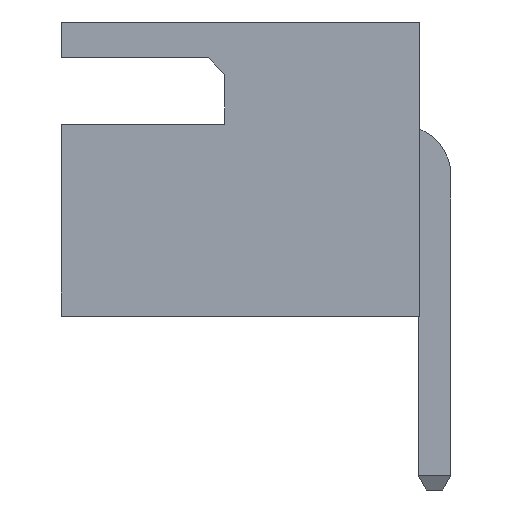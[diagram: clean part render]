
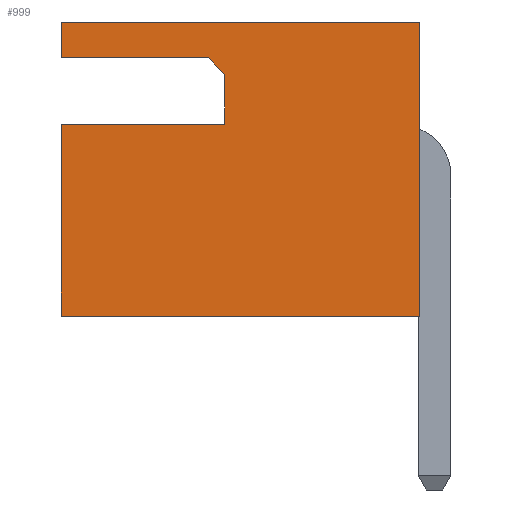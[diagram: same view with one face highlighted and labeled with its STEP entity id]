
A CAD part, left-side view. The second image highlights one B-rep face of the part: STEP entity #999.
In plain terms, the highlighted planar face has unit normal (-1, 0, 0).
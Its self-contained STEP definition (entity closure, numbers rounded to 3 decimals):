
#999=ADVANCED_FACE('',(#1962),#1964,.T.);
#1962=FACE_BOUND('',#1963,.T.);
#1963=EDGE_LOOP('',(#2762,#2763,#2764,#2765,#2766,#2767,#2768,#2769,#2770));
#1964=PLANE('',#1965);
#1965=AXIS2_PLACEMENT_3D('',#1966,#1967,#1968);
#1966=CARTESIAN_POINT('',(-27.55,0.3,0.));
#1967=DIRECTION('',(-1.,0.,0.));
#1968=DIRECTION('',(0.,0.,1.));
#2762=ORIENTED_EDGE('',*,*,#3262,.T.);
#2763=ORIENTED_EDGE('',*,*,#3263,.T.);
#2764=ORIENTED_EDGE('',*,*,#3264,.F.);
#2765=ORIENTED_EDGE('',*,*,#3190,.F.);
#2766=ORIENTED_EDGE('',*,*,#3210,.T.);
#2767=ORIENTED_EDGE('',*,*,#3252,.T.);
#2768=ORIENTED_EDGE('',*,*,#3265,.F.);
#2769=ORIENTED_EDGE('',*,*,#3266,.T.);
#2770=ORIENTED_EDGE('',*,*,#3267,.T.);
#3190=EDGE_CURVE('',#3650,#3652,#3653,.T.);
#3210=EDGE_CURVE('',#3650,#3679,#3681,.T.);
#3252=EDGE_CURVE('',#3679,#3741,#3743,.T.);
#3262=EDGE_CURVE('',#3753,#3754,#3755,.F.);
#3263=EDGE_CURVE('',#3754,#3756,#3757,.F.);
#3264=EDGE_CURVE('',#3652,#3756,#3758,.T.);
#3265=EDGE_CURVE('',#3759,#3741,#3760,.T.);
#3266=EDGE_CURVE('',#3759,#3761,#3762,.F.);
#3267=EDGE_CURVE('',#3761,#3753,#3763,.F.);
#3650=VERTEX_POINT('',#4493);
#3652=VERTEX_POINT('',#4497);
#3653=LINE('',#4498,#4499);
#3679=VERTEX_POINT('',#4562);
#3681=LINE('',#4566,#4567);
#3741=VERTEX_POINT('',#4708);
#3743=LINE('',#4712,#4713);
#3753=VERTEX_POINT('',#4742);
#3754=VERTEX_POINT('',#4743);
#3755=LINE('',#4744,#4745);
#3756=VERTEX_POINT('',#4747);
#3757=LINE('',#4748,#4749);
#3758=LINE('',#4751,#4752);
#3759=VERTEX_POINT('',#4754);
#3760=LINE('',#4755,#4756);
#3761=VERTEX_POINT('',#4758);
#3762=LINE('',#4759,#4760);
#3763=LINE('',#4762,#4763);
#4493=CARTESIAN_POINT('',(-27.55,0.3,0.));
#4497=CARTESIAN_POINT('',(-27.55,7.3,0.));
#4498=CARTESIAN_POINT('',(-27.55,0.3,0.));
#4499=VECTOR('',#4500,1.);
#4500=DIRECTION('',(0.,1.,0.));
#4562=CARTESIAN_POINT('',(-27.55,0.3,5.75));
#4566=CARTESIAN_POINT('',(-27.55,0.3,0.));
#4567=VECTOR('',#4568,1.);
#4568=DIRECTION('',(0.,0.,1.));
#4708=CARTESIAN_POINT('',(-27.55,7.3,5.75));
#4712=CARTESIAN_POINT('',(-27.55,0.3,5.75));
#4713=VECTOR('',#4714,1.);
#4714=DIRECTION('',(0.,1.,0.));
#4742=CARTESIAN_POINT('',(-27.55,4.1,4.725));
#4743=CARTESIAN_POINT('',(-27.55,4.1,3.75));
#4744=CARTESIAN_POINT('',(-27.55,4.1,3.75));
#4745=VECTOR('',#4746,1.);
#4746=DIRECTION('',(0.,0.,1.));
#4747=CARTESIAN_POINT('',(-27.55,7.3,3.75));
#4748=CARTESIAN_POINT('',(-27.55,7.3,3.75));
#4749=VECTOR('',#4750,1.);
#4750=DIRECTION('',(0.,-1.,0.));
#4751=CARTESIAN_POINT('',(-27.55,7.3,0.));
#4752=VECTOR('',#4753,1.);
#4753=DIRECTION('',(0.,0.,1.));
#4754=CARTESIAN_POINT('',(-27.55,7.3,5.05));
#4755=CARTESIAN_POINT('',(-27.55,7.3,5.05));
#4756=VECTOR('',#4757,1.);
#4757=DIRECTION('',(0.,0.,1.));
#4758=CARTESIAN_POINT('',(-27.55,4.425,5.05));
#4759=CARTESIAN_POINT('',(-27.55,4.425,5.05));
#4760=VECTOR('',#4761,1.);
#4761=DIRECTION('',(0.,1.,0.));
#4762=CARTESIAN_POINT('',(-27.55,4.1,4.725));
#4763=VECTOR('',#4764,1.);
#4764=DIRECTION('',(0.,0.707,0.707));
